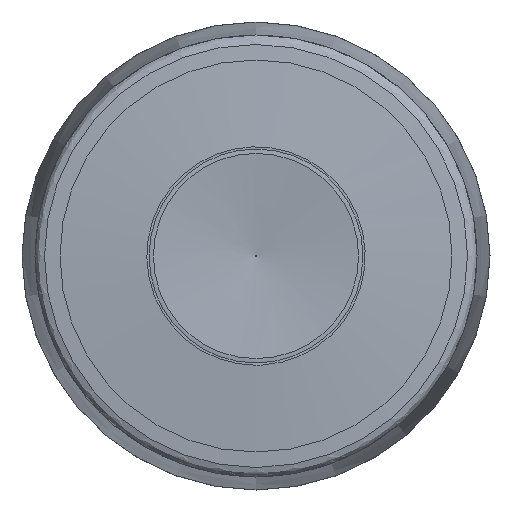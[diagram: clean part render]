
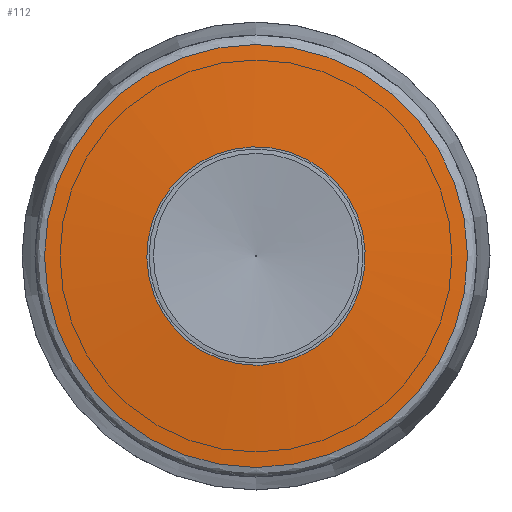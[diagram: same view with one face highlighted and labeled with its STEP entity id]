
A CAD part, left-side view. The second image highlights one B-rep face of the part: STEP entity #112.
In plain terms, the highlighted face is a revolution surface.
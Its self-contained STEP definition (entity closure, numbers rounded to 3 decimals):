
#25=LINE('',#650,#29);
#29=VECTOR('',#549,11.9);
#34=SURFACE_OF_REVOLUTION('',#25,#42);
#42=AXIS1_PLACEMENT('',#651,#550);
#112=ADVANCED_FACE('',(#168,#169),#34,.F.);
#168=FACE_BOUND('',#226,.T.);
#169=FACE_BOUND('',#227,.T.);
#226=EDGE_LOOP('',(#284));
#227=EDGE_LOOP('',(#285));
#284=ORIENTED_EDGE('',*,*,#347,.T.);
#285=ORIENTED_EDGE('',*,*,#350,.F.);
#318=VERTEX_POINT('',#639);
#321=VERTEX_POINT('',#649);
#347=EDGE_CURVE('',#318,#318,#376,.T.);
#350=EDGE_CURVE('',#321,#321,#380,.T.);
#376=CIRCLE('',#433,12.599);
#380=CIRCLE('',#437,24.401);
#433=AXIS2_PLACEMENT_3D('',#638,#536,#537);
#437=AXIS2_PLACEMENT_3D('',#648,#547,#548);
#536=DIRECTION('',(1.,0.,0.));
#537=DIRECTION('',(0.,0.,-1.));
#547=DIRECTION('',(1.,0.,0.));
#548=DIRECTION('',(0.,0.,-1.));
#549=DIRECTION('',(-0.078,0.989,-0.121));
#550=DIRECTION('',(1.,0.,0.));
#638=CARTESIAN_POINT('',(0.054,0.,0.));
#639=CARTESIAN_POINT('',(0.054,0.,-12.599));
#648=CARTESIAN_POINT('',(0.987,0.,0.));
#649=CARTESIAN_POINT('',(0.987,0.,-24.401));
#650=CARTESIAN_POINT('',(0.987,-23.936,4.741));
#651=CARTESIAN_POINT('',(11.,0.,0.));
